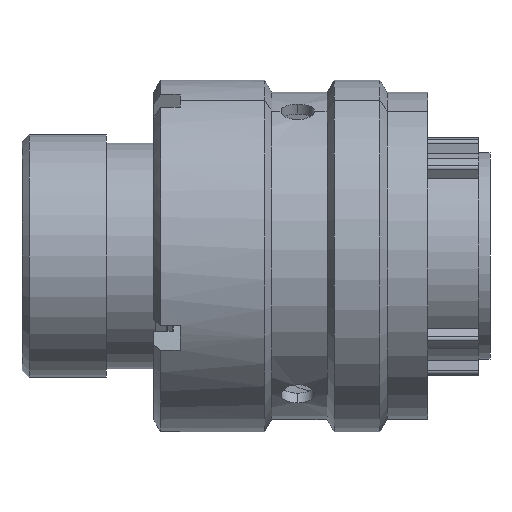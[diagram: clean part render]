
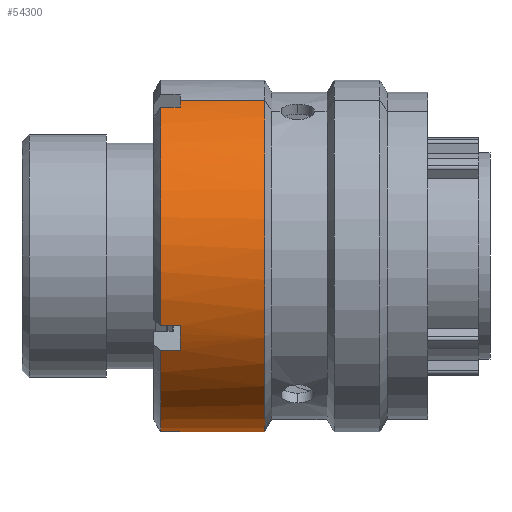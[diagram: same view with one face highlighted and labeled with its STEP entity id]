
A CAD part, front view. The second image highlights one B-rep face of the part: STEP entity #54300.
In plain terms, the highlighted cylindrical face has radius 12.55 mm (diameter 25.1 mm), a partial arc.
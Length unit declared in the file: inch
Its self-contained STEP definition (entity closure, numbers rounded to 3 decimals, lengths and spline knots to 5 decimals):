
#1363 = AXIS2_PLACEMENT_3D ( 'NONE', #6356, #6368, #6369 ) ;
#2585 = EDGE_CURVE ( 'NONE', #73087, #73075, #33392, .T. ) ;
#2586 = EDGE_CURVE ( 'NONE', #73086, #73066, #33398, .T. ) ;
#2682 = EDGE_CURVE ( 'NONE', #73142, #73145, #25542, .T. ) ;
#2687 = EDGE_CURVE ( 'NONE', #73087, #73148, #25543, .T. ) ;
#2688 = EDGE_CURVE ( 'NONE', #73148, #73142, #52125, .T. ) ;
#2689 = EDGE_CURVE ( 'NONE', #73145, #73146, #52142, .T. ) ;
#2690 = EDGE_CURVE ( 'NONE', #73146, #73150, #25548, .T. ) ;
#2691 = EDGE_CURVE ( 'NONE', #73150, #73151, #52132, .T. ) ;
#2692 = EDGE_CURVE ( 'NONE', #73151, #73152, #25551, .T. ) ;
#2693 = EDGE_CURVE ( 'NONE', #73152, #73153, #52147, .T. ) ;
#2694 = EDGE_CURVE ( 'NONE', #73153, #73086, #25554, .T. ) ;
#2695 = EDGE_CURVE ( 'NONE', #73075, #73066, #25555, .T. ) ;
#4628 = ORIENTED_EDGE ( 'NONE', *, *, #2695, .F. ) ;
#4629 = ORIENTED_EDGE ( 'NONE', *, *, #2586, .T. ) ;
#4630 = ORIENTED_EDGE ( 'NONE', *, *, #2694, .T. ) ;
#4631 = ORIENTED_EDGE ( 'NONE', *, *, #2693, .T. ) ;
#4632 = ORIENTED_EDGE ( 'NONE', *, *, #2692, .T. ) ;
#4633 = ORIENTED_EDGE ( 'NONE', *, *, #2691, .T. ) ;
#4634 = ORIENTED_EDGE ( 'NONE', *, *, #2690, .T. ) ;
#4635 = ORIENTED_EDGE ( 'NONE', *, *, #2689, .T. ) ;
#4636 = ORIENTED_EDGE ( 'NONE', *, *, #2682, .T. ) ;
#4637 = ORIENTED_EDGE ( 'NONE', *, *, #2688, .T. ) ;
#4638 = ORIENTED_EDGE ( 'NONE', *, *, #2687, .T. ) ;
#4639 = ORIENTED_EDGE ( 'NONE', *, *, #2585, .F. ) ;
#6354 = CYLINDRICAL_SURFACE ( 'NONE', #1363, 0.49409 ) ;
#6355 = FACE_OUTER_BOUND ( 'NONE', #22508, .T. ) ;
#6356 = CARTESIAN_POINT ( 'NONE',  ( 1.1389, 0., 0. ) ) ;
#6368 = DIRECTION ( 'NONE',  ( 1., 0., 0. ) ) ;
#6369 = DIRECTION ( 'NONE',  ( 0., 0.466, -0.885 ) ) ;
#22508 = EDGE_LOOP ( 'NONE', ( #4639, #4638, #4637, #4636, #4635, #4634, #4633, #4632, #4631, #4630, #4629, #4628 ) ) ;
#25447 = VECTOR ( 'NONE', #33397, 39.37008 ) ;
#25450 = VECTOR ( 'NONE', #33401, 39.37008 ) ;
#25542 = CIRCLE ( 'NONE', #25544, 0.49409 ) ;
#25543 = CIRCLE ( 'NONE', #25546, 0.49409 ) ;
#25544 = AXIS2_PLACEMENT_3D ( 'NONE', #52103, #52104, #52105 ) ;
#25545 = VECTOR ( 'NONE', #52140, 39.37008 ) ;
#25546 = AXIS2_PLACEMENT_3D ( 'NONE', #52136, #52137, #52139 ) ;
#25547 = VECTOR ( 'NONE', #52144, 39.37008 ) ;
#25548 = CIRCLE ( 'NONE', #25550, 0.49409 ) ;
#25549 = VECTOR ( 'NONE', #52158, 39.37008 ) ;
#25550 = AXIS2_PLACEMENT_3D ( 'NONE', #52151, #52153, #52155 ) ;
#25551 = CIRCLE ( 'NONE', #25553, 0.49409 ) ;
#25552 = VECTOR ( 'NONE', #52167, 39.37008 ) ;
#25553 = AXIS2_PLACEMENT_3D ( 'NONE', #52162, #52163, #52164 ) ;
#25554 = CIRCLE ( 'NONE', #25556, 0.49409 ) ;
#25555 = CIRCLE ( 'NONE', #25558, 0.49409 ) ;
#25556 = AXIS2_PLACEMENT_3D ( 'NONE', #52171, #52173, #52174 ) ;
#25558 = AXIS2_PLACEMENT_3D ( 'NONE', #52177, #52179, #52181 ) ;
#33389 = CARTESIAN_POINT ( 'NONE',  ( 1.1389, -0.23029, 0.43714 ) ) ;
#33392 = LINE ( 'NONE', #33389, #25447 ) ;
#33397 = DIRECTION ( 'NONE',  ( 1., 0., 0. ) ) ;
#33398 = LINE ( 'NONE', #33400, #25450 ) ;
#33400 = CARTESIAN_POINT ( 'NONE',  ( 1.1389, 0.23029, -0.43714 ) ) ;
#33401 = DIRECTION ( 'NONE',  ( 1., 0., 0. ) ) ;
#42155 = CARTESIAN_POINT ( 'NONE',  ( 0.68102, 0.23029, -0.43714 ) ) ;
#42166 = CARTESIAN_POINT ( 'NONE',  ( 0.68102, -0.23029, 0.43714 ) ) ;
#42177 = CARTESIAN_POINT ( 'NONE',  ( 0.44402, 0.23029, -0.43714 ) ) ;
#42178 = CARTESIAN_POINT ( 'NONE',  ( 0.44402, -0.23029, 0.43714 ) ) ;
#42233 = CARTESIAN_POINT ( 'NONE',  ( 0.3889, -0.26439, 0.4174 ) ) ;
#42236 = CARTESIAN_POINT ( 'NONE',  ( 0.3889, -0.4541, -0.19473 ) ) ;
#42237 = CARTESIAN_POINT ( 'NONE',  ( 0.44402, -0.4541, -0.19473 ) ) ;
#42239 = CARTESIAN_POINT ( 'NONE',  ( 0.44402, -0.26439, 0.4174 ) ) ;
#42241 = CARTESIAN_POINT ( 'NONE',  ( 0.44402, -0.4174, -0.26439 ) ) ;
#42242 = CARTESIAN_POINT ( 'NONE',  ( 0.3889, -0.4174, -0.26439 ) ) ;
#42243 = CARTESIAN_POINT ( 'NONE',  ( 0.3889, 0.19473, -0.4541 ) ) ;
#42244 = CARTESIAN_POINT ( 'NONE',  ( 0.44402, 0.19473, -0.4541 ) ) ;
#52103 = CARTESIAN_POINT ( 'NONE',  ( 0.3889, 0., 0. ) ) ;
#52104 = DIRECTION ( 'NONE',  ( 1., 0., 0. ) ) ;
#52105 = DIRECTION ( 'NONE',  ( 0., 0.466, -0.885 ) ) ;
#52125 = LINE ( 'NONE', #52129, #25545 ) ;
#52129 = CARTESIAN_POINT ( 'NONE',  ( 1.1389, -0.26439, 0.4174 ) ) ;
#52132 = LINE ( 'NONE', #52135, #25549 ) ;
#52135 = CARTESIAN_POINT ( 'NONE',  ( 1.1389, -0.4174, -0.26439 ) ) ;
#52136 = CARTESIAN_POINT ( 'NONE',  ( 0.44402, 0., 0. ) ) ;
#52137 = DIRECTION ( 'NONE',  ( 1., 0., 0. ) ) ;
#52139 = DIRECTION ( 'NONE',  ( 0., -0.885, -0.466 ) ) ;
#52140 = DIRECTION ( 'NONE',  ( -1., 0., 0. ) ) ;
#52142 = LINE ( 'NONE', #52143, #25547 ) ;
#52143 = CARTESIAN_POINT ( 'NONE',  ( 1.1389, -0.4541, -0.19473 ) ) ;
#52144 = DIRECTION ( 'NONE',  ( 1., 0., 0. ) ) ;
#52147 = LINE ( 'NONE', #52149, #25552 ) ;
#52149 = CARTESIAN_POINT ( 'NONE',  ( 1.1389, 0.19473, -0.4541 ) ) ;
#52151 = CARTESIAN_POINT ( 'NONE',  ( 0.44402, 0., 0. ) ) ;
#52153 = DIRECTION ( 'NONE',  ( 1., 0., 0. ) ) ;
#52155 = DIRECTION ( 'NONE',  ( 0., 0.466, -0.885 ) ) ;
#52158 = DIRECTION ( 'NONE',  ( -1., 0., 0. ) ) ;
#52162 = CARTESIAN_POINT ( 'NONE',  ( 0.3889, 0., 0. ) ) ;
#52163 = DIRECTION ( 'NONE',  ( 1., 0., 0. ) ) ;
#52164 = DIRECTION ( 'NONE',  ( 0., 0.466, -0.885 ) ) ;
#52167 = DIRECTION ( 'NONE',  ( 1., 0., 0. ) ) ;
#52171 = CARTESIAN_POINT ( 'NONE',  ( 0.44402, 0., 0. ) ) ;
#52173 = DIRECTION ( 'NONE',  ( 1., 0., 0. ) ) ;
#52174 = DIRECTION ( 'NONE',  ( 0., 0.885, 0.466 ) ) ;
#52177 = CARTESIAN_POINT ( 'NONE',  ( 0.68102, 0., 0. ) ) ;
#52179 = DIRECTION ( 'NONE',  ( 1., 0., 0. ) ) ;
#52181 = DIRECTION ( 'NONE',  ( 0., 0.466, -0.885 ) ) ;
#54300 = ADVANCED_FACE ( 'NONE', ( #6355 ), #6354, .T. ) ;
#73066 = VERTEX_POINT ( 'NONE', #42155 ) ;
#73075 = VERTEX_POINT ( 'NONE', #42166 ) ;
#73086 = VERTEX_POINT ( 'NONE', #42177 ) ;
#73087 = VERTEX_POINT ( 'NONE', #42178 ) ;
#73142 = VERTEX_POINT ( 'NONE', #42233 ) ;
#73145 = VERTEX_POINT ( 'NONE', #42236 ) ;
#73146 = VERTEX_POINT ( 'NONE', #42237 ) ;
#73148 = VERTEX_POINT ( 'NONE', #42239 ) ;
#73150 = VERTEX_POINT ( 'NONE', #42241 ) ;
#73151 = VERTEX_POINT ( 'NONE', #42242 ) ;
#73152 = VERTEX_POINT ( 'NONE', #42243 ) ;
#73153 = VERTEX_POINT ( 'NONE', #42244 ) ;
